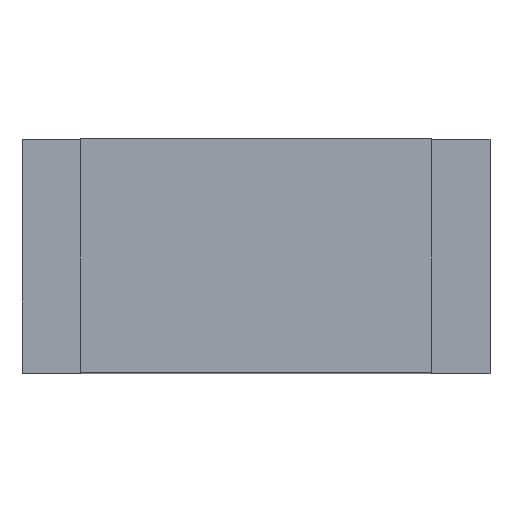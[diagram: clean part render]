
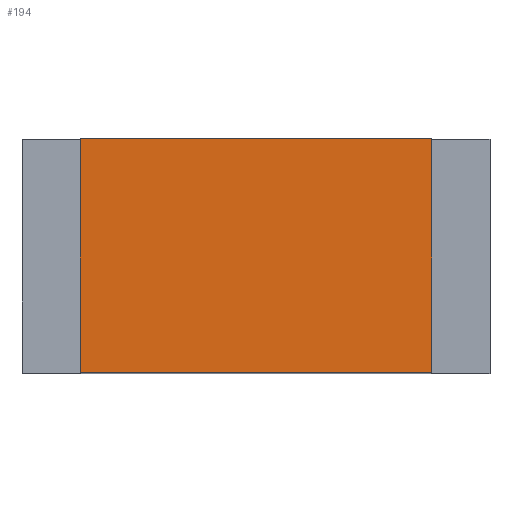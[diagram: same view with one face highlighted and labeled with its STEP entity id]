
A CAD part, top view. The second image highlights one B-rep face of the part: STEP entity #194.
In plain terms, the highlighted planar face has unit normal (0, 0, 1).
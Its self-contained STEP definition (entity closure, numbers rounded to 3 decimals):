
#27=VECTOR('',#28,1.);
#28=DIRECTION('',(1.,0.,0.));
#42=DIRECTION('',(-1.,0.,0.));
#45=VERTEX_POINT('',#46);
#46=CARTESIAN_POINT('',(-0.23,-1.,8.));
#49=DIRECTION('',(0.,0.,-1.));
#51=EDGE_CURVE('',#45,#52,#54,.T.);
#52=VERTEX_POINT('',#53);
#53=CARTESIAN_POINT('',(2.77,-1.,8.));
#54=LINE('',#55,#27);
#55=CARTESIAN_POINT('',(-0.73,-1.,8.));
#80=VECTOR('',#81,1.);
#81=DIRECTION('',(0.,-1.,0.));
#87=VECTOR('',#88,1.);
#88=DIRECTION('',(-1.,0.,0.));
#184=VERTEX_POINT('',#185);
#185=CARTESIAN_POINT('',(2.77,1.,8.));
#190=EDGE_CURVE('',#184,#52,#191,.T.);
#191=LINE('',#185,#80);
#194=ADVANCED_FACE('',(#195),#208,.F.);
#195=FACE_BOUND('',#196,.F.);
#196=EDGE_LOOP('',(#197,#198,#203,#207));
#197=ORIENTED_EDGE('',*,*,#51,.F.);
#198=ORIENTED_EDGE('',*,*,#199,.F.);
#199=EDGE_CURVE('',#200,#45,#202,.T.);
#200=VERTEX_POINT('',#201);
#201=CARTESIAN_POINT('',(-0.23,1.,8.));
#202=LINE('',#201,#80);
#203=ORIENTED_EDGE('',*,*,#204,.F.);
#204=EDGE_CURVE('',#184,#200,#205,.T.);
#205=LINE('',#206,#87);
#206=CARTESIAN_POINT('',(3.27,1.,8.));
#207=ORIENTED_EDGE('',*,*,#190,.T.);
#208=PLANE('',#209);
#209=AXIS2_PLACEMENT_3D('',#55,#49,#42);
